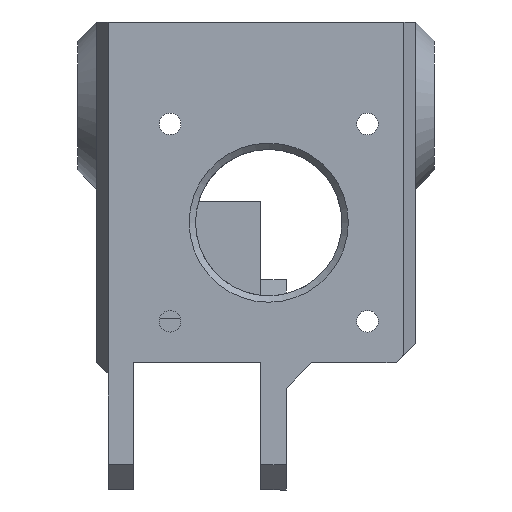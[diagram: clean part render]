
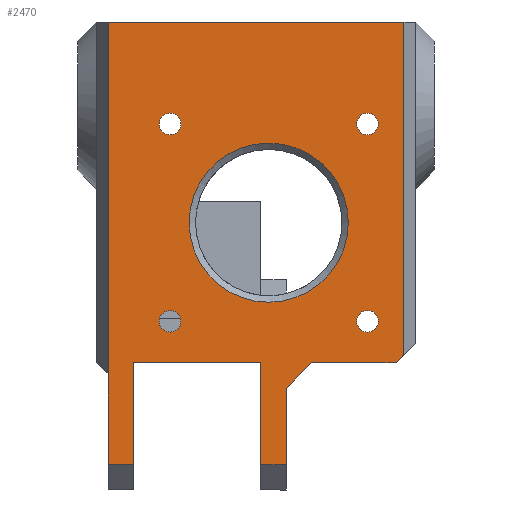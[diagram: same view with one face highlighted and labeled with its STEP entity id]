
A CAD part, left-side view. The second image highlights one B-rep face of the part: STEP entity #2470.
In plain terms, the highlighted planar face has unit normal (-1, 0, 0).
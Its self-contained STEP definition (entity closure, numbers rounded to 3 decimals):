
#85=FACE_BOUND('',#415,.T.);
#86=FACE_BOUND('',#416,.T.);
#87=FACE_BOUND('',#417,.T.);
#88=FACE_BOUND('',#418,.T.);
#89=FACE_BOUND('',#419,.T.);
#142=CIRCLE('',#2666,1.7);
#143=CIRCLE('',#2667,1.7);
#144=CIRCLE('',#2668,1.7);
#145=CIRCLE('',#2669,1.7);
#146=CIRCLE('',#2670,1.7);
#147=CIRCLE('',#2671,1.7);
#148=CIRCLE('',#2672,1.7);
#149=CIRCLE('',#2673,1.7);
#150=CIRCLE('',#2674,12.5);
#269=FACE_OUTER_BOUND('',#414,.T.);
#414=EDGE_LOOP('',(#1980,#1981,#1982,#1983,#1984,#1985,#1986,#1987,#1988,
#1989,#1990,#1991,#1992));
#415=EDGE_LOOP('',(#1993,#1994));
#416=EDGE_LOOP('',(#1995,#1996));
#417=EDGE_LOOP('',(#1997,#1998));
#418=EDGE_LOOP('',(#1999,#2000));
#419=EDGE_LOOP('',(#2001));
#610=LINE('',#3803,#868);
#637=LINE('',#3870,#895);
#646=LINE('',#3891,#904);
#673=LINE('',#3943,#931);
#675=LINE('',#3948,#933);
#679=LINE('',#3956,#937);
#680=LINE('',#3959,#938);
#681=LINE('',#3961,#939);
#682=LINE('',#3962,#940);
#683=LINE('',#3964,#941);
#684=LINE('',#3966,#942);
#685=LINE('',#3968,#943);
#686=LINE('',#3969,#944);
#868=VECTOR('',#3068,10.);
#895=VECTOR('',#3117,10.);
#904=VECTOR('',#3136,10.);
#931=VECTOR('',#3173,10.);
#933=VECTOR('',#3179,10.);
#937=VECTOR('',#3187,10.);
#938=VECTOR('',#3190,10.);
#939=VECTOR('',#3191,10.);
#940=VECTOR('',#3192,10.);
#941=VECTOR('',#3193,10.);
#942=VECTOR('',#3194,10.);
#943=VECTOR('',#3195,10.);
#944=VECTOR('',#3196,10.);
#1097=VERTEX_POINT('',#3773);
#1109=VERTEX_POINT('',#3801);
#1137=VERTEX_POINT('',#3867);
#1138=VERTEX_POINT('',#3869);
#1145=VERTEX_POINT('',#3890);
#1164=VERTEX_POINT('',#3940);
#1165=VERTEX_POINT('',#3942);
#1168=VERTEX_POINT('',#3954);
#1169=VERTEX_POINT('',#3958);
#1170=VERTEX_POINT('',#3960);
#1171=VERTEX_POINT('',#3963);
#1172=VERTEX_POINT('',#3965);
#1173=VERTEX_POINT('',#3967);
#1174=VERTEX_POINT('',#3970);
#1175=VERTEX_POINT('',#3971);
#1176=VERTEX_POINT('',#3974);
#1177=VERTEX_POINT('',#3975);
#1178=VERTEX_POINT('',#3978);
#1179=VERTEX_POINT('',#3979);
#1180=VERTEX_POINT('',#3982);
#1181=VERTEX_POINT('',#3983);
#1182=VERTEX_POINT('',#3986);
#1388=EDGE_CURVE('',#1097,#1109,#610,.T.);
#1420=EDGE_CURVE('',#1137,#1138,#637,.T.);
#1431=EDGE_CURVE('',#1138,#1145,#646,.T.);
#1458=EDGE_CURVE('',#1164,#1165,#673,.T.);
#1461=EDGE_CURVE('',#1145,#1164,#675,.T.);
#1465=EDGE_CURVE('',#1168,#1109,#679,.T.);
#1466=EDGE_CURVE('',#1169,#1137,#680,.T.);
#1467=EDGE_CURVE('',#1169,#1170,#681,.T.);
#1468=EDGE_CURVE('',#1097,#1170,#682,.T.);
#1469=EDGE_CURVE('',#1171,#1168,#683,.T.);
#1470=EDGE_CURVE('',#1172,#1171,#684,.T.);
#1471=EDGE_CURVE('',#1172,#1173,#685,.T.);
#1472=EDGE_CURVE('',#1165,#1173,#686,.T.);
#1473=EDGE_CURVE('',#1174,#1175,#142,.T.);
#1474=EDGE_CURVE('',#1175,#1174,#143,.T.);
#1475=EDGE_CURVE('',#1176,#1177,#144,.T.);
#1476=EDGE_CURVE('',#1177,#1176,#145,.T.);
#1477=EDGE_CURVE('',#1178,#1179,#146,.T.);
#1478=EDGE_CURVE('',#1179,#1178,#147,.T.);
#1479=EDGE_CURVE('',#1180,#1181,#148,.T.);
#1480=EDGE_CURVE('',#1181,#1180,#149,.T.);
#1481=EDGE_CURVE('',#1182,#1182,#150,.T.);
#1980=ORIENTED_EDGE('',*,*,#1420,.F.);
#1981=ORIENTED_EDGE('',*,*,#1466,.F.);
#1982=ORIENTED_EDGE('',*,*,#1467,.T.);
#1983=ORIENTED_EDGE('',*,*,#1468,.F.);
#1984=ORIENTED_EDGE('',*,*,#1388,.T.);
#1985=ORIENTED_EDGE('',*,*,#1465,.F.);
#1986=ORIENTED_EDGE('',*,*,#1469,.F.);
#1987=ORIENTED_EDGE('',*,*,#1470,.F.);
#1988=ORIENTED_EDGE('',*,*,#1471,.T.);
#1989=ORIENTED_EDGE('',*,*,#1472,.F.);
#1990=ORIENTED_EDGE('',*,*,#1458,.F.);
#1991=ORIENTED_EDGE('',*,*,#1461,.F.);
#1992=ORIENTED_EDGE('',*,*,#1431,.F.);
#1993=ORIENTED_EDGE('',*,*,#1473,.T.);
#1994=ORIENTED_EDGE('',*,*,#1474,.T.);
#1995=ORIENTED_EDGE('',*,*,#1475,.T.);
#1996=ORIENTED_EDGE('',*,*,#1476,.T.);
#1997=ORIENTED_EDGE('',*,*,#1477,.T.);
#1998=ORIENTED_EDGE('',*,*,#1478,.T.);
#1999=ORIENTED_EDGE('',*,*,#1479,.T.);
#2000=ORIENTED_EDGE('',*,*,#1480,.T.);
#2001=ORIENTED_EDGE('',*,*,#1481,.F.);
#2363=PLANE('',#2665);
#2470=ADVANCED_FACE('',(#269,#85,#86,#87,#88,#89),#2363,.F.);
#2665=AXIS2_PLACEMENT_3D('',#3957,#3188,#3189);
#2666=AXIS2_PLACEMENT_3D('',#3972,#3197,#3198);
#2667=AXIS2_PLACEMENT_3D('',#3973,#3199,#3200);
#2668=AXIS2_PLACEMENT_3D('',#3976,#3201,#3202);
#2669=AXIS2_PLACEMENT_3D('',#3977,#3203,#3204);
#2670=AXIS2_PLACEMENT_3D('',#3980,#3205,#3206);
#2671=AXIS2_PLACEMENT_3D('',#3981,#3207,#3208);
#2672=AXIS2_PLACEMENT_3D('',#3984,#3209,#3210);
#2673=AXIS2_PLACEMENT_3D('',#3985,#3211,#3212);
#2674=AXIS2_PLACEMENT_3D('',#3987,#3213,#3214);
#3068=DIRECTION('',(0.,0.,-1.));
#3117=DIRECTION('',(0.,0.707,-0.707));
#3136=DIRECTION('',(0.,1.,0.));
#3173=DIRECTION('',(0.,0.,-1.));
#3179=DIRECTION('',(0.,0.707,-0.707));
#3187=DIRECTION('',(0.,1.,0.));
#3188=DIRECTION('center_axis',(1.,0.,0.));
#3189=DIRECTION('ref_axis',(0.,1.,0.));
#3190=DIRECTION('',(0.,0.,-1.));
#3191=DIRECTION('',(0.,1.,0.));
#3192=DIRECTION('',(0.,0.,1.));
#3193=DIRECTION('',(0.,0.,-1.));
#3194=DIRECTION('',(0.,1.,0.));
#3195=DIRECTION('',(0.,0.,-1.));
#3196=DIRECTION('',(0.,1.,0.));
#3197=DIRECTION('center_axis',(1.,0.,0.));
#3198=DIRECTION('ref_axis',(0.,-1.,0.));
#3199=DIRECTION('center_axis',(1.,0.,0.));
#3200=DIRECTION('ref_axis',(0.,-1.,0.));
#3201=DIRECTION('center_axis',(1.,0.,0.));
#3202=DIRECTION('ref_axis',(0.,-1.,0.));
#3203=DIRECTION('center_axis',(1.,0.,0.));
#3204=DIRECTION('ref_axis',(0.,-1.,0.));
#3205=DIRECTION('center_axis',(1.,0.,0.));
#3206=DIRECTION('ref_axis',(0.,-1.,0.));
#3207=DIRECTION('center_axis',(1.,0.,0.));
#3208=DIRECTION('ref_axis',(0.,-1.,0.));
#3209=DIRECTION('center_axis',(1.,0.,0.));
#3210=DIRECTION('ref_axis',(0.,-1.,0.));
#3211=DIRECTION('center_axis',(1.,0.,0.));
#3212=DIRECTION('ref_axis',(0.,-1.,0.));
#3213=DIRECTION('center_axis',(-1.,0.,0.));
#3214=DIRECTION('ref_axis',(0.,1.,0.));
#3773=CARTESIAN_POINT('',(0.,48.25,18.25));
#3801=CARTESIAN_POINT('',(0.,48.25,4.));
#3803=CARTESIAN_POINT('',(0.,48.25,20.));
#3867=CARTESIAN_POINT('',(0.,1.75,21.25));
#3869=CARTESIAN_POINT('',(0.,3.,20.));
#3870=CARTESIAN_POINT('',(0.,1.063,21.938));
#3890=CARTESIAN_POINT('',(0.,16.25,20.));
#3891=CARTESIAN_POINT('',(0.,0.,20.));
#3940=CARTESIAN_POINT('',(0.,20.25,16.));
#3942=CARTESIAN_POINT('',(0.,20.25,4.));
#3943=CARTESIAN_POINT('',(0.,20.25,20.));
#3948=CARTESIAN_POINT('',(0.,12.75,23.5));
#3954=CARTESIAN_POINT('',(0.,44.25,4.));
#3956=CARTESIAN_POINT('',(0.,34.625,4.));
#3957=CARTESIAN_POINT('Origin',(0.,25.,46.75));
#3958=CARTESIAN_POINT('',(0.,1.75,73.5));
#3959=CARTESIAN_POINT('',(0.,1.75,60.125));
#3960=CARTESIAN_POINT('',(0.,48.25,73.5));
#3961=CARTESIAN_POINT('',(0.,0.,73.5));
#3962=CARTESIAN_POINT('',(0.,48.25,33.375));
#3963=CARTESIAN_POINT('',(0.,44.25,20.));
#3964=CARTESIAN_POINT('',(0.,44.25,20.));
#3965=CARTESIAN_POINT('',(0.,24.25,20.));
#3966=CARTESIAN_POINT('',(0.,0.,20.));
#3967=CARTESIAN_POINT('',(0.,24.25,4.));
#3968=CARTESIAN_POINT('',(0.,24.25,20.));
#3969=CARTESIAN_POINT('',(0.,22.625,4.));
#3970=CARTESIAN_POINT('',(0.,36.8,26.5));
#3971=CARTESIAN_POINT('',(0.,40.2,26.5));
#3972=CARTESIAN_POINT('Origin',(0.,38.5,26.5));
#3973=CARTESIAN_POINT('Origin',(0.,38.5,26.5));
#3974=CARTESIAN_POINT('',(0.,5.8,57.5));
#3975=CARTESIAN_POINT('',(0.,9.2,57.5));
#3976=CARTESIAN_POINT('Origin',(0.,7.5,57.5));
#3977=CARTESIAN_POINT('Origin',(0.,7.5,57.5));
#3978=CARTESIAN_POINT('',(0.,36.8,57.5));
#3979=CARTESIAN_POINT('',(0.,40.2,57.5));
#3980=CARTESIAN_POINT('Origin',(0.,38.5,57.5));
#3981=CARTESIAN_POINT('Origin',(0.,38.5,57.5));
#3982=CARTESIAN_POINT('',(0.,5.8,26.5));
#3983=CARTESIAN_POINT('',(0.,9.2,26.5));
#3984=CARTESIAN_POINT('Origin',(0.,7.5,26.5));
#3985=CARTESIAN_POINT('Origin',(0.,7.5,26.5));
#3986=CARTESIAN_POINT('',(0.,10.5,42.));
#3987=CARTESIAN_POINT('Origin',(0.,23.,42.));
